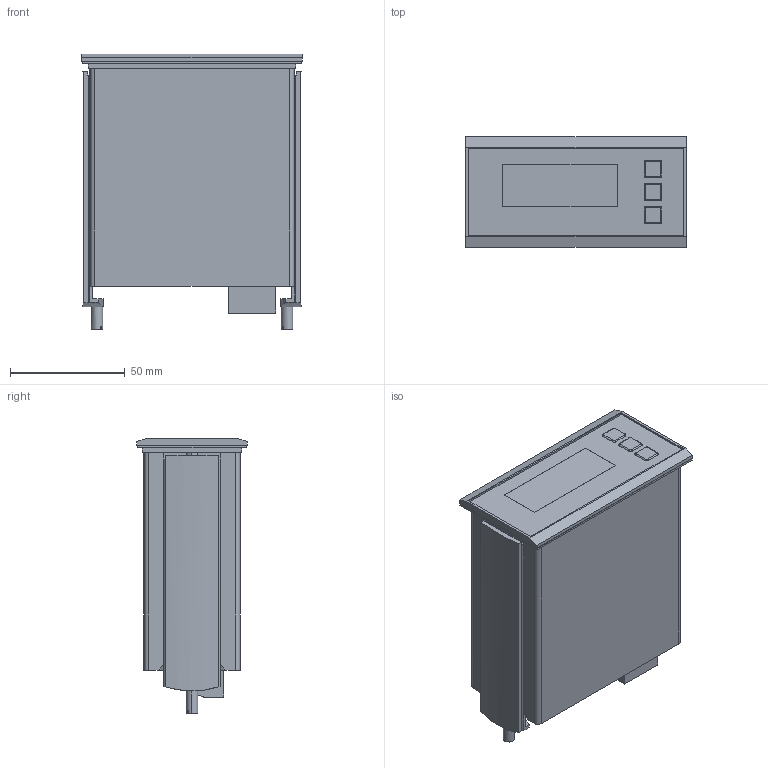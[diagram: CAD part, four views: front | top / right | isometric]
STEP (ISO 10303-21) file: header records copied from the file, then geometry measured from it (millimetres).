
FILE_DESCRIPTION(('CATIA V5 STEP Exchange','CAx-IF Rec.Pracs.--- Model Styling and Organization---1.4--- 2014-01-23'),'2;1');
FILE_NAME ('D1608405_0', '2024-04-17T10:05:37+00:00', ('none'), ('Weidmueller'), 'CATIA Version 5-6 Release 2016 SP3 HF44', 'CATIA V5 STEP AP214', 'none');
FILE_SCHEMA(('AUTOMOTIVE_DESIGN { 1 0 10303 214 1 1 1 1 }'));
Length unit declared in the file: millimetre
Products named in the file (1): S3D_ACT20D_LCD_CI_ILP
Bounding box: 96 x 48 x 120 mm (x, y, z)
Volume: 393129.6 mm3; surface area: 40546.9 mm2
Topology: 1 solids, 1 shells, 288 faces, 831 edges, 564 vertices
Faces by surface type: plane 215, cylinder 55, torus 12, extrusion 6
Entity records: 9385 total; most frequent: CARTESIAN_POINT 1847, ORIENTED_EDGE 1662, DIRECTION 1189, EDGE_CURVE 831, VECTOR 649, LINE 643, VERTEX_POINT 564, AXIS2_PLACEMENT_3D 342
